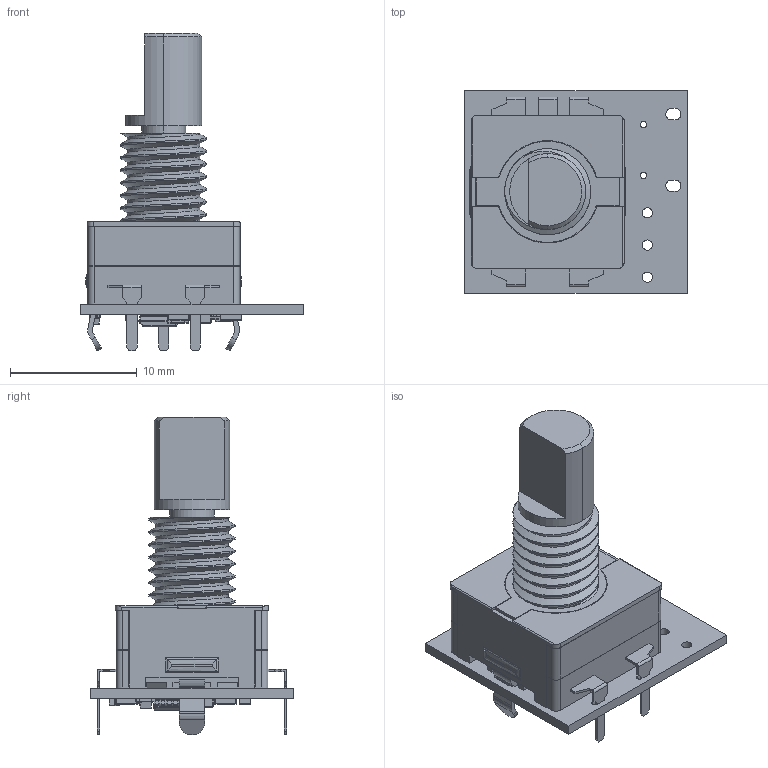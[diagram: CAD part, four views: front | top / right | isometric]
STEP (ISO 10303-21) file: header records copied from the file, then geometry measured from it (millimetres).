
FILE_DESCRIPTION(('Open CASCADE Model'),'2;1');
FILE_NAME('Open CASCADE Shape Model','2024-10-19T12:38:14',('Author'),( 'Open CASCADE'),'Open CASCADE STEP processor 6.8','Open CASCADE 6.8' ,'Unknown');
FILE_SCHEMA(('AUTOMOTIVE_DESIGN { 1 0 10303 214 1 1 1 1 }'));
Length unit declared in the file: millimetre
Products named in the file (60): PCB; Board; Open CASCADE STEP translator 6.8 4.1.1; R1; 5811463776; Mid_Body; Terminal; Open_CASCADE_STEP_translator_6.8_12.2.1; Mark; D1; 0603_Chip_SMD_LED_(1.6x0.8mm)_coloured; U1; 6538530304; Open_CASCADE_STEP_translator_6.8_12.1; Body; Leader; ROTARY_ENCODER; rotary_encoder; R10; R8; R7; 6265010304; R6; 5811468256; F2; FUSE_0603_1608_0.5MM; D8; 6265010224; Open_CASCADE_STEP_translator_6.8_2.1.1; lead; D7; 6265009264; D6; C7; 5811463696; Open_CASCADE_STEP_translator_6.8_14.1.1; Open_CASCADE_STEP_translator_6.8_14.1.2; Open_CASCADE_STEP_translator_6.8_14.2.1; C6; 5803313888
Assembly tree (76 placements, depth 5):
  PCB
    Board
      Open CASCADE STEP translator 6.8 4.1.1
    R1
      5811463776
        Mid_Body
        Terminal  x2
          Open_CASCADE_STEP_translator_6.8_12.2.1
        Mark
    D1
      0603_Chip_SMD_LED_(1.6x0.8mm)_coloured
    U1
      6538530304
        Open_CASCADE_STEP_translator_6.8_12.1
        Body
          Open_CASCADE_STEP_translator_6.8_12.2.1
        Leader  x10
    ROTARY_ENCODER
      rotary_encoder
    R10
      5811463776
        Mid_Body
        Terminal  x2
          Open_CASCADE_STEP_translator_6.8_12.2.1
        Mark
    R8
      5811463776
        Mid_Body
        Terminal  x2
          Open_CASCADE_STEP_translator_6.8_12.2.1
        Mark
    R7
      6265010304
        Mid_Body
        Terminal  x2
          Open_CASCADE_STEP_translator_6.8_12.2.1
        Mark
    R6
      5811468256
        Mid_Body
        Terminal  x2
          Open_CASCADE_STEP_translator_6.8_12.2.1
        Mark
    F2
      FUSE_0603_1608_0.5MM
    D8
      6265010224
        Body
          Open_CASCADE_STEP_translator_6.8_2.1.1
        lead  x2
    D7
      6265009264
        Body
          Open_CASCADE_STEP_translator_6.8_2.1.1
        lead  x2
    D6
      6265010224
        Body
          Open_CASCADE_STEP_translator_6.8_2.1.1
        lead  x2
Bounding box: 17.6 x 16 x 25.1 mm (x, y, z)
Volume: 1552.8 mm3; surface area: 2262.7 mm2
Topology: 60 solids, 61 shells, 1249 faces, 2942 edges, 1767 vertices
Faces by surface type: plane 826, cylinder 316, sphere 66, bspline 38, cone 3
Full cylindrical faces by diameter (mm): 0.375 x1, 0.5 x2, 0.8 x3
Entity records: 33025 total; most frequent: CARTESIAN_POINT 8650, ORIENTED_EDGE 4303, DIRECTION 4292, EDGE_CURVE 2152, LINE 1584, VECTOR 1584, AXIS2_PLACEMENT_3D 1354, VERTEX_POINT 1335
